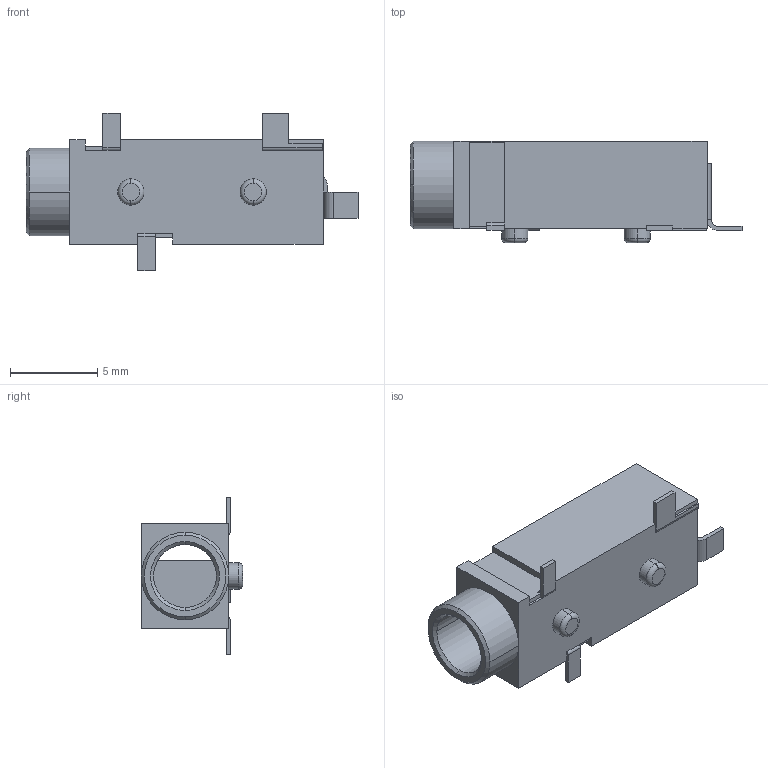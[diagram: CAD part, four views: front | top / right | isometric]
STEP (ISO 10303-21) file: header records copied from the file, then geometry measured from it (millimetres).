
FILE_DESCRIPTION (( 'STEP AP214' ), '1' );
FILE_NAME ('CUI_DEVICES_SJ-3524-SMT-TR.step', '2020-10-25T21:08:24', ( '' ), ( '' ), 'SwSTEP 2.0', 'SolidWorks 2020', '' );
FILE_SCHEMA (( 'AUTOMOTIVE_DESIGN' ));
Length unit declared in the file: inch
Products named in the file (1): CUI_DEVICES_SJ-3524-SMT-TR
Bounding box: 19 x 5.8 x 9 mm (x, y, z)
Volume: 310.2 mm3; surface area: 643.6 mm2
Topology: 1 solids, 1 shells, 81 faces, 215 edges, 138 vertices
Faces by surface type: plane 57, cylinder 16, cone 4, torus 4
Entity records: 3445 total; most frequent: CARTESIAN_POINT 435, ORIENTED_EDGE 430, DIRECTION 429, EDGE_CURVE 215, VECTOR 165, LINE 165, VERTEX_POINT 138, AXIS2_PLACEMENT_3D 132
